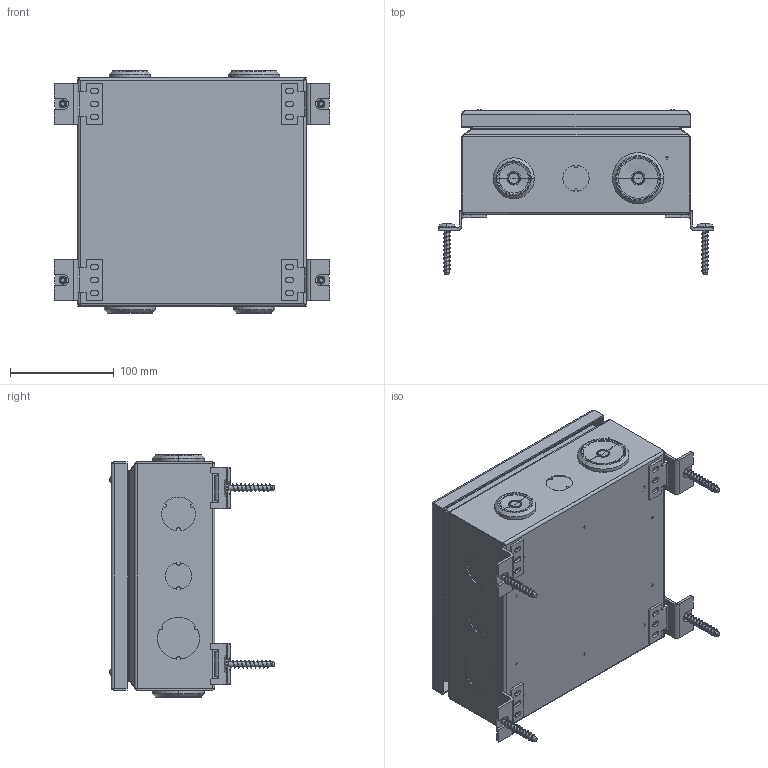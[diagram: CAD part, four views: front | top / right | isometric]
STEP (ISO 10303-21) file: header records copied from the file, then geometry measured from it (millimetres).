
FILE_DESCRIPTION((''),'2;1');
FILE_NAME('FPT2222FE416_4_ASM','2015-12-28T',('tuomo_kuusi'),(''),'PRO/ENGINEER BY PARAMETRIC TECHNOLOGY CORPORATION, 2013230','PRO/ENGINEER BY PARAMETRIC TECHNOLOGY CORPORATION, 2013230','');
FILE_SCHEMA(('CONFIG_CONTROL_DESIGN'));
Products named in the file (26): PPE15206; X_FASTENING_LUG; PISTEHITSAUSRUUVI_M6X15_FE; PPE13201-220; H-PULTTI_SK_M5X6XD7_1X15; PPE15206_ASM; PPE15207; PISTEHITSAUSRUUVI_M6X12_FE; PPE15207_ASM; VPTS88; VPRK5-35; PUM79; KOT63070_ASM; MMS-MS_7-5X45; PPK315-230; DIN7985_M5X10_A2K_RUUVI; PPK164; PTK30; KJXA20_ASM; PTK187; PLE42; PR137; KRXA16-4_ASM; RMM32_2003; RMM40_2003; FPT2222FE416_4_ASM
Assembly tree (60 placements, depth 4):
  FPT2222FE416_4_ASM
    KOT63070_ASM
      PPE15206_ASM
        PPE15206
        X_FASTENING_LUG  x4
        PISTEHITSAUSRUUVI_M6X15_FE
        PPE13201-220  x2
        H-PULTTI_SK_M5X6XD7_1X15  x10
      PPE15207_ASM
        PPE15207
        PISTEHITSAUSRUUVI_M6X12_FE
      VPTS88  x4
      VPRK5-35  x4
      PUM79  x4
    MMS-MS_7-5X45  x4
    PPK315-230
    DIN7985_M5X10_A2K_RUUVI  x2
    KJXA20_ASM  x2
      PPK164
      PTK30
    KRXA16-4_ASM  x4
      PTK187
      PLE42
      PR137
    RMM32_2003  x2
    RMM40_2003  x2
Bounding box: 266 x 158.94 x 233.5 mm (x, y, z)
Volume: 420044.3 mm3; surface area: 527294.8 mm2
Topology: 73 solids, 73 shells, 5074 faces, 12998 edges, 8258 vertices
Faces by surface type: plane 3068, cylinder 1086, torus 332, cone 316, bspline 152, sphere 80, extrusion 40
Entity records: 64341 total; most frequent: CARTESIAN_POINT 16779, ORIENTED_EDGE 9798, DIRECTION 9714, EDGE_CURVE 4899, VECTOR 3480, LINE 3470, AXIS2_PLACEMENT_3D 3117, VERTEX_POINT 3114
